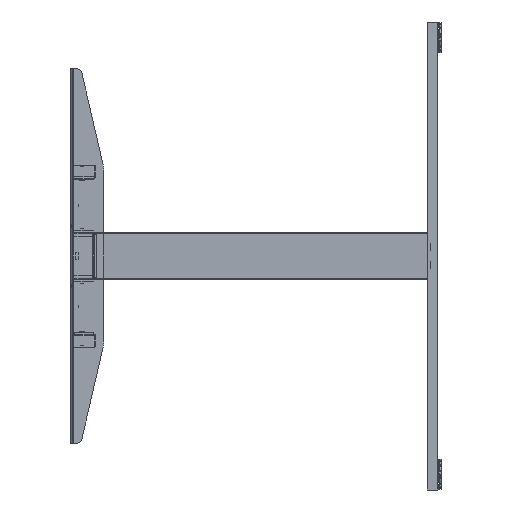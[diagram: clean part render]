
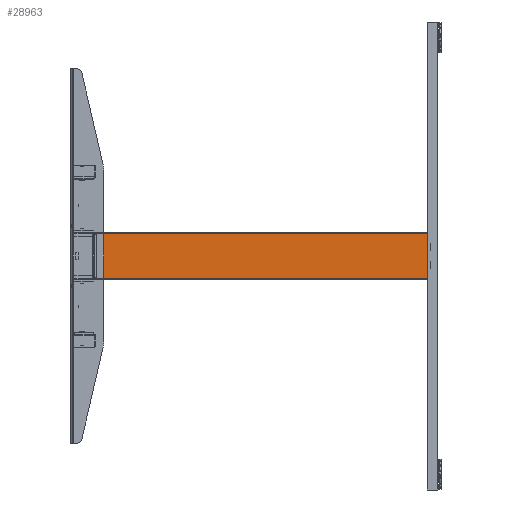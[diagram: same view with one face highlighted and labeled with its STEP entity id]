
A CAD part, left-side view. The second image highlights one B-rep face of the part: STEP entity #28963.
In plain terms, the highlighted planar face has unit normal (-1, 0, 0).
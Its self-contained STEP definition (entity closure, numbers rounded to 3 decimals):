
#545 = VERTEX_POINT ( 'NONE', #15322 ) ;
#1970 = LINE ( 'NONE', #9260, #32719 ) ;
#9260 = CARTESIAN_POINT ( 'NONE',  ( -1891., 27., -42.5 ) ) ;
#12802 = CARTESIAN_POINT ( 'NONE',  ( -1891., 664., -42.5 ) ) ;
#15322 = CARTESIAN_POINT ( 'NONE',  ( -1891., 27., 42.5 ) ) ;
#21790 = EDGE_CURVE ( 'NONE', #92176, #37215, #67722, .T. ) ;
#25935 = EDGE_CURVE ( 'NONE', #105680, #37215, #84277, .T. ) ;
#26022 = ORIENTED_EDGE ( 'NONE', *, *, #90592, .T. ) ;
#28900 = AXIS2_PLACEMENT_3D ( 'NONE', #51480, #80534, #42490 ) ;
#28963 = ADVANCED_FACE ( 'NONE', ( #104235 ), #43293, .F. ) ;
#29994 = CARTESIAN_POINT ( 'NONE',  ( -1891., 27., -42.5 ) ) ;
#32719 = VECTOR ( 'NONE', #38139, 1000. ) ;
#37215 = VERTEX_POINT ( 'NONE', #12802 ) ;
#38139 = DIRECTION ( 'NONE',  ( 0., 0., -1. ) ) ;
#40592 = VECTOR ( 'NONE', #81316, 1000. ) ;
#42490 = DIRECTION ( 'NONE',  ( 0., 0., -1. ) ) ;
#43293 = PLANE ( 'NONE',  #28900 ) ;
#43882 = DIRECTION ( 'NONE',  ( 0., 0., -1. ) ) ;
#45471 = CARTESIAN_POINT ( 'NONE',  ( -1891., 664., -42.5 ) ) ;
#45913 = ORIENTED_EDGE ( 'NONE', *, *, #21790, .F. ) ;
#46544 = LINE ( 'NONE', #71808, #40592 ) ;
#51480 = CARTESIAN_POINT ( 'NONE',  ( -1891., 27., -42.5 ) ) ;
#55768 = EDGE_LOOP ( 'NONE', ( #88888, #45913, #94743, #26022 ) ) ;
#58643 = EDGE_CURVE ( 'NONE', #545, #92176, #1970, .T. ) ;
#67722 = LINE ( 'NONE', #29994, #83902 ) ;
#71808 = CARTESIAN_POINT ( 'NONE',  ( -1891., 27., 42.5 ) ) ;
#80500 = CARTESIAN_POINT ( 'NONE',  ( -1891., 664., 42.5 ) ) ;
#80534 = DIRECTION ( 'NONE',  ( 1., 0., 0. ) ) ;
#81316 = DIRECTION ( 'NONE',  ( 0., 1., 0. ) ) ;
#83902 = VECTOR ( 'NONE', #114843, 1000. ) ;
#84277 = LINE ( 'NONE', #45471, #106267 ) ;
#88888 = ORIENTED_EDGE ( 'NONE', *, *, #25935, .T. ) ;
#90592 = EDGE_CURVE ( 'NONE', #545, #105680, #46544, .T. ) ;
#92176 = VERTEX_POINT ( 'NONE', #114966 ) ;
#94743 = ORIENTED_EDGE ( 'NONE', *, *, #58643, .F. ) ;
#104235 = FACE_OUTER_BOUND ( 'NONE', #55768, .T. ) ;
#105680 = VERTEX_POINT ( 'NONE', #80500 ) ;
#106267 = VECTOR ( 'NONE', #43882, 1000. ) ;
#114843 = DIRECTION ( 'NONE',  ( 0., 1., 0. ) ) ;
#114966 = CARTESIAN_POINT ( 'NONE',  ( -1891., 27., -42.5 ) ) ;
